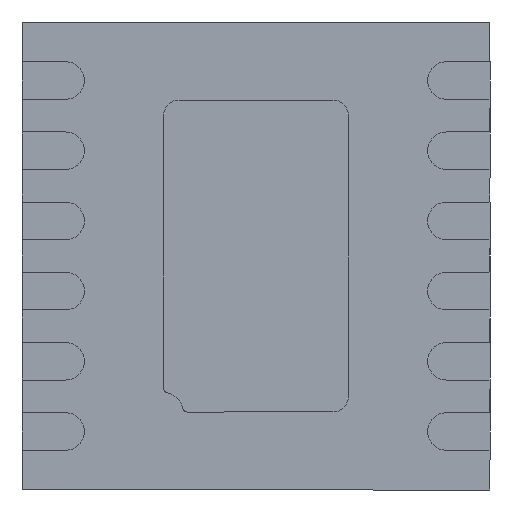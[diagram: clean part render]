
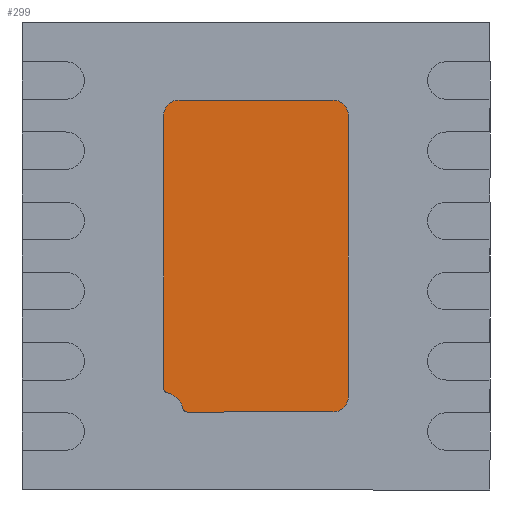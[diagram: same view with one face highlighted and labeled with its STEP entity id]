
A CAD part, front view. The second image highlights one B-rep face of the part: STEP entity #299.
In plain terms, the highlighted planar face has unit normal (0, -1, 0).
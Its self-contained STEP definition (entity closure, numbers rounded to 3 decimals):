
#70 = CIRCLE ( 'NONE', #981, 0.1 ) ;
#138 = DIRECTION ( 'NONE',  ( 0., 0., -1. ) ) ;
#190 = CIRCLE ( 'NONE', #2360, 0.03 ) ;
#204 = ORIENTED_EDGE ( 'NONE', *, *, #1839, .T. ) ;
#299 = ADVANCED_FACE ( 'NONE', ( #4366 ), #1879, .T. ) ;
#339 = DIRECTION ( 'NONE',  ( -1., 0., 0. ) ) ;
#343 = EDGE_CURVE ( 'NONE', #3526, #3107, #2757, .T. ) ;
#696 = EDGE_CURVE ( 'NONE', #4633, #2900, #3035, .T. ) ;
#702 = CARTESIAN_POINT ( 'NONE',  ( -0.492, 0., 0.9 ) ) ;
#708 = AXIS2_PLACEMENT_3D ( 'NONE', #4404, #1977, #3316 ) ;
#732 = EDGE_CURVE ( 'NONE', #3418, #4595, #1629, .T. ) ;
#751 = DIRECTION ( 'NONE',  ( 0., 0., -1. ) ) ;
#832 = AXIS2_PLACEMENT_3D ( 'NONE', #2671, #2560, #138 ) ;
#981 = AXIS2_PLACEMENT_3D ( 'NONE', #702, #1065, #2894 ) ;
#1027 = EDGE_LOOP ( 'NONE', ( #4712, #1777, #3434, #1859, #4496, #3167, #3449, #1479, #204, #3056 ) ) ;
#1065 = DIRECTION ( 'NONE',  ( 0., -1., 0. ) ) ;
#1128 = VERTEX_POINT ( 'NONE', #1875 ) ;
#1211 = AXIS2_PLACEMENT_3D ( 'NONE', #4508, #1556, #751 ) ;
#1397 = CARTESIAN_POINT ( 'NONE',  ( 0.593, 0., 1. ) ) ;
#1409 = DIRECTION ( 'NONE',  ( 0., 0., -1. ) ) ;
#1442 = DIRECTION ( 'NONE',  ( 0., -1., 0. ) ) ;
#1463 = DIRECTION ( 'NONE',  ( 1., 0., 0. ) ) ;
#1479 = ORIENTED_EDGE ( 'NONE', *, *, #732, .T. ) ;
#1480 = AXIS2_PLACEMENT_3D ( 'NONE', #2401, #2092, #2064 ) ;
#1527 = EDGE_CURVE ( 'NONE', #1128, #3682, #190, .T. ) ;
#1556 = DIRECTION ( 'NONE',  ( 0., -1., 0. ) ) ;
#1629 = CIRCLE ( 'NONE', #832, 0.1 ) ;
#1777 = ORIENTED_EDGE ( 'NONE', *, *, #1527, .T. ) ;
#1839 = EDGE_CURVE ( 'NONE', #4595, #4453, #1976, .T. ) ;
#1859 = ORIENTED_EDGE ( 'NONE', *, *, #343, .T. ) ;
#1875 = CARTESIAN_POINT ( 'NONE',  ( -0.592, 0., -0.848 ) ) ;
#1879 = PLANE ( 'NONE',  #1211 ) ;
#1963 = DIRECTION ( 'NONE',  ( 0., 0., -1. ) ) ;
#1965 = CARTESIAN_POINT ( 'NONE',  ( 0.493, 0., 1. ) ) ;
#1976 = LINE ( 'NONE', #3587, #3505 ) ;
#1977 = DIRECTION ( 'NONE',  ( 0., -1., 0. ) ) ;
#2064 = DIRECTION ( 'NONE',  ( 0., 0., -1. ) ) ;
#2092 = DIRECTION ( 'NONE',  ( 0., -1., 0. ) ) ;
#2159 = CARTESIAN_POINT ( 'NONE',  ( 0.593, 0., -1. ) ) ;
#2174 = LINE ( 'NONE', #1397, #3840 ) ;
#2207 = LINE ( 'NONE', #2723, #2218 ) ;
#2218 = VECTOR ( 'NONE', #1963, 1000. ) ;
#2303 = EDGE_CURVE ( 'NONE', #4453, #2715, #70, .T. ) ;
#2347 = CIRCLE ( 'NONE', #1480, 0.125 ) ;
#2360 = AXIS2_PLACEMENT_3D ( 'NONE', #2832, #3242, #1409 ) ;
#2388 = CARTESIAN_POINT ( 'NONE',  ( 0.493, 0., -1. ) ) ;
#2401 = CARTESIAN_POINT ( 'NONE',  ( -0.592, 0., -1. ) ) ;
#2437 = CARTESIAN_POINT ( 'NONE',  ( -0.44, 0., -1. ) ) ;
#2526 = DIRECTION ( 'NONE',  ( 0., 0., 1. ) ) ;
#2560 = DIRECTION ( 'NONE',  ( 0., -1., 0. ) ) ;
#2620 = VECTOR ( 'NONE', #1463, 1000. ) ;
#2671 = CARTESIAN_POINT ( 'NONE',  ( 0.493, 0., 0.9 ) ) ;
#2714 = EDGE_CURVE ( 'NONE', #2715, #1128, #2207, .T. ) ;
#2715 = VERTEX_POINT ( 'NONE', #4486 ) ;
#2723 = CARTESIAN_POINT ( 'NONE',  ( -0.592, 0., 1. ) ) ;
#2757 = CIRCLE ( 'NONE', #708, 0.03 ) ;
#2832 = CARTESIAN_POINT ( 'NONE',  ( -0.562, 0., -0.848 ) ) ;
#2894 = DIRECTION ( 'NONE',  ( 0., 0., -1. ) ) ;
#2900 = VERTEX_POINT ( 'NONE', #4097 ) ;
#3035 = CIRCLE ( 'NONE', #4638, 0.1 ) ;
#3056 = ORIENTED_EDGE ( 'NONE', *, *, #2303, .T. ) ;
#3096 = EDGE_CURVE ( 'NONE', #3526, #3682, #2347, .T. ) ;
#3107 = VERTEX_POINT ( 'NONE', #2437 ) ;
#3162 = CARTESIAN_POINT ( 'NONE',  ( -0.568, 0., -0.877 ) ) ;
#3167 = ORIENTED_EDGE ( 'NONE', *, *, #696, .T. ) ;
#3242 = DIRECTION ( 'NONE',  ( 0., -1., 0. ) ) ;
#3265 = EDGE_CURVE ( 'NONE', #3107, #4633, #4065, .T. ) ;
#3316 = DIRECTION ( 'NONE',  ( 0., 0., -1. ) ) ;
#3418 = VERTEX_POINT ( 'NONE', #4179 ) ;
#3434 = ORIENTED_EDGE ( 'NONE', *, *, #3096, .F. ) ;
#3449 = ORIENTED_EDGE ( 'NONE', *, *, #3722, .T. ) ;
#3505 = VECTOR ( 'NONE', #339, 1000. ) ;
#3526 = VERTEX_POINT ( 'NONE', #4292 ) ;
#3587 = CARTESIAN_POINT ( 'NONE',  ( 0.593, 0., 1. ) ) ;
#3682 = VERTEX_POINT ( 'NONE', #3162 ) ;
#3722 = EDGE_CURVE ( 'NONE', #2900, #3418, #2174, .T. ) ;
#3840 = VECTOR ( 'NONE', #2526, 1000. ) ;
#3889 = CARTESIAN_POINT ( 'NONE',  ( 0.493, 0., -0.9 ) ) ;
#4065 = LINE ( 'NONE', #2159, #2620 ) ;
#4097 = CARTESIAN_POINT ( 'NONE',  ( 0.593, 0., -0.9 ) ) ;
#4179 = CARTESIAN_POINT ( 'NONE',  ( 0.593, 0., 0.9 ) ) ;
#4292 = CARTESIAN_POINT ( 'NONE',  ( -0.47, 0., -0.976 ) ) ;
#4366 = FACE_OUTER_BOUND ( 'NONE', #1027, .T. ) ;
#4404 = CARTESIAN_POINT ( 'NONE',  ( -0.44, 0., -0.97 ) ) ;
#4453 = VERTEX_POINT ( 'NONE', #4531 ) ;
#4486 = CARTESIAN_POINT ( 'NONE',  ( -0.592, 0., 0.9 ) ) ;
#4496 = ORIENTED_EDGE ( 'NONE', *, *, #3265, .T. ) ;
#4508 = CARTESIAN_POINT ( 'NONE',  ( 0., 0., 0. ) ) ;
#4531 = CARTESIAN_POINT ( 'NONE',  ( -0.492, 0., 1. ) ) ;
#4595 = VERTEX_POINT ( 'NONE', #1965 ) ;
#4612 = DIRECTION ( 'NONE',  ( 0., 0., -1. ) ) ;
#4633 = VERTEX_POINT ( 'NONE', #2388 ) ;
#4638 = AXIS2_PLACEMENT_3D ( 'NONE', #3889, #1442, #4612 ) ;
#4712 = ORIENTED_EDGE ( 'NONE', *, *, #2714, .T. ) ;
